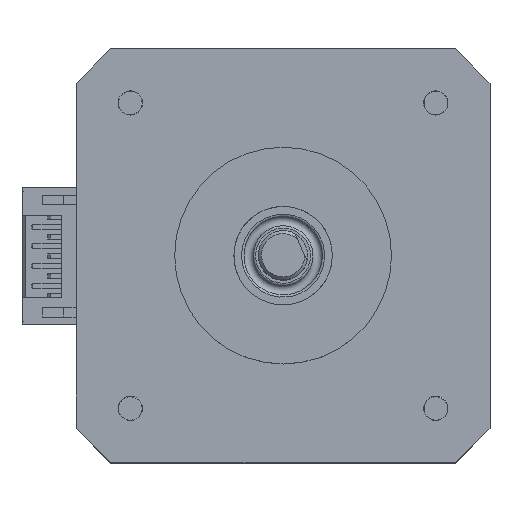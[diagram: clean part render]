
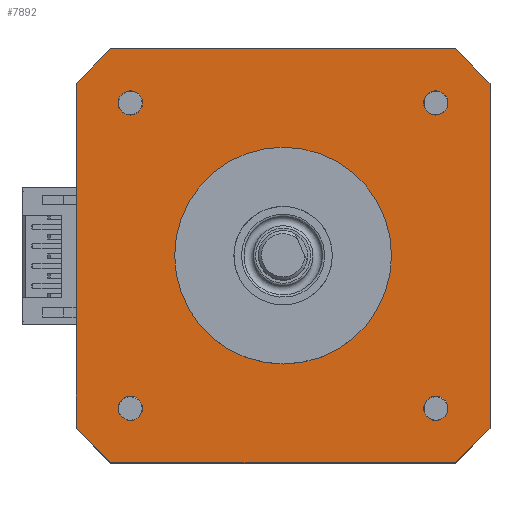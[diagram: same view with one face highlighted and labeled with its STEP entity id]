
A CAD part, top view. The second image highlights one B-rep face of the part: STEP entity #7892.
In plain terms, the highlighted planar face has unit normal (0, 0, 1).
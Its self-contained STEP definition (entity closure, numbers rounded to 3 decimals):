
#233=CIRCLE('',#8315,1.23);
#234=CIRCLE('',#8316,1.23);
#235=CIRCLE('',#8317,1.23);
#236=CIRCLE('',#8318,1.23);
#237=CIRCLE('',#8319,11.);
#554=ORIENTED_EDGE('',*,*,#2060,.F.);
#555=ORIENTED_EDGE('',*,*,#2061,.F.);
#556=ORIENTED_EDGE('',*,*,#2062,.F.);
#557=ORIENTED_EDGE('',*,*,#2063,.F.);
#558=ORIENTED_EDGE('',*,*,#2064,.T.);
#559=ORIENTED_EDGE('',*,*,#2038,.T.);
#560=ORIENTED_EDGE('',*,*,#2042,.T.);
#561=ORIENTED_EDGE('',*,*,#2045,.T.);
#562=ORIENTED_EDGE('',*,*,#2048,.T.);
#563=ORIENTED_EDGE('',*,*,#2051,.T.);
#564=ORIENTED_EDGE('',*,*,#2054,.T.);
#565=ORIENTED_EDGE('',*,*,#2057,.T.);
#566=ORIENTED_EDGE('',*,*,#2059,.T.);
#2038=EDGE_CURVE('',#2824,#2823,#3343,.T.);
#2042=EDGE_CURVE('',#2823,#2826,#3347,.T.);
#2045=EDGE_CURVE('',#2826,#2828,#3350,.T.);
#2048=EDGE_CURVE('',#2828,#2830,#3353,.T.);
#2051=EDGE_CURVE('',#2830,#2832,#3356,.T.);
#2054=EDGE_CURVE('',#2832,#2834,#3359,.T.);
#2057=EDGE_CURVE('',#2834,#2836,#3362,.T.);
#2059=EDGE_CURVE('',#2836,#2824,#3364,.T.);
#2060=EDGE_CURVE('',#2837,#2837,#233,.T.);
#2061=EDGE_CURVE('',#2838,#2838,#234,.T.);
#2062=EDGE_CURVE('',#2839,#2839,#235,.T.);
#2063=EDGE_CURVE('',#2840,#2840,#236,.T.);
#2064=EDGE_CURVE('',#2841,#2841,#237,.T.);
#2823=VERTEX_POINT('',#10515);
#2824=VERTEX_POINT('',#10517);
#2826=VERTEX_POINT('',#10523);
#2828=VERTEX_POINT('',#10529);
#2830=VERTEX_POINT('',#10535);
#2832=VERTEX_POINT('',#10541);
#2834=VERTEX_POINT('',#10547);
#2836=VERTEX_POINT('',#10553);
#2837=VERTEX_POINT('',#10560);
#2838=VERTEX_POINT('',#10562);
#2839=VERTEX_POINT('',#10564);
#2840=VERTEX_POINT('',#10566);
#2841=VERTEX_POINT('',#10568);
#3343=LINE('',#10516,#3997);
#3347=LINE('',#10524,#4001);
#3350=LINE('',#10530,#4004);
#3353=LINE('',#10536,#4007);
#3356=LINE('',#10542,#4010);
#3359=LINE('',#10548,#4013);
#3362=LINE('',#10554,#4016);
#3364=LINE('',#10557,#4018);
#3997=VECTOR('',#8941,1000.);
#4001=VECTOR('',#8947,1000.);
#4004=VECTOR('',#8952,1000.);
#4007=VECTOR('',#8957,1000.);
#4010=VECTOR('',#8962,1000.);
#4013=VECTOR('',#8967,1000.);
#4016=VECTOR('',#8972,1000.);
#4018=VECTOR('',#8976,1000.);
#4677=EDGE_LOOP('',(#554));
#4678=EDGE_LOOP('',(#555));
#4679=EDGE_LOOP('',(#556));
#4680=EDGE_LOOP('',(#557));
#4681=EDGE_LOOP('',(#558));
#4682=EDGE_LOOP('',(#559,#560,#561,#562,#563,#564,#565,#566));
#5112=FACE_BOUND('',#4677,.T.);
#5113=FACE_BOUND('',#4678,.T.);
#5114=FACE_BOUND('',#4679,.T.);
#5115=FACE_BOUND('',#4680,.T.);
#5116=FACE_BOUND('',#4681,.T.);
#5117=FACE_BOUND('',#4682,.T.);
#5487=PLANE('',#8314);
#7892=ADVANCED_FACE('',(#5112,#5113,#5114,#5115,#5116,#5117),#5487,.T.);
#8314=AXIS2_PLACEMENT_3D('',#10558,#8977,#8978);
#8315=AXIS2_PLACEMENT_3D('',#10559,#8979,#8980);
#8316=AXIS2_PLACEMENT_3D('',#10561,#8981,#8982);
#8317=AXIS2_PLACEMENT_3D('',#10563,#8983,#8984);
#8318=AXIS2_PLACEMENT_3D('',#10565,#8985,#8986);
#8319=AXIS2_PLACEMENT_3D('',#10567,#8987,#8988);
#8941=DIRECTION('',(-0.707,0.707,0.));
#8947=DIRECTION('',(-1.,0.,0.));
#8952=DIRECTION('',(-0.707,-0.707,0.));
#8957=DIRECTION('',(0.,-1.,0.));
#8962=DIRECTION('',(0.707,-0.707,0.));
#8967=DIRECTION('',(1.,0.,0.));
#8972=DIRECTION('',(0.707,0.707,0.));
#8976=DIRECTION('',(0.,1.,0.));
#8977=DIRECTION('',(0.,0.,1.));
#8978=DIRECTION('',(1.,0.,0.));
#8979=DIRECTION('',(0.,0.,1.));
#8980=DIRECTION('',(1.,0.,0.));
#8981=DIRECTION('',(0.,0.,1.));
#8982=DIRECTION('',(1.,0.,0.));
#8983=DIRECTION('',(0.,0.,1.));
#8984=DIRECTION('',(1.,0.,0.));
#8985=DIRECTION('',(0.,0.,1.));
#8986=DIRECTION('',(1.,0.,0.));
#8987=DIRECTION('',(0.,0.,-1.));
#8988=DIRECTION('',(1.,0.,0.));
#10515=CARTESIAN_POINT('',(17.5,21.,7.6));
#10516=CARTESIAN_POINT('',(17.5,21.,7.6));
#10517=CARTESIAN_POINT('',(21.,17.5,7.6));
#10523=CARTESIAN_POINT('',(-17.5,21.,7.6));
#10524=CARTESIAN_POINT('',(17.5,21.,7.6));
#10529=CARTESIAN_POINT('',(-21.,17.5,7.6));
#10530=CARTESIAN_POINT('',(-21.,17.5,7.6));
#10535=CARTESIAN_POINT('',(-21.,-17.5,7.6));
#10536=CARTESIAN_POINT('',(-21.,17.5,7.6));
#10541=CARTESIAN_POINT('',(-17.5,-21.,7.6));
#10542=CARTESIAN_POINT('',(-21.,-17.5,7.6));
#10547=CARTESIAN_POINT('',(17.5,-21.,7.6));
#10548=CARTESIAN_POINT('',(-17.5,-21.,7.6));
#10553=CARTESIAN_POINT('',(21.,-17.5,7.6));
#10554=CARTESIAN_POINT('',(17.5,-21.,7.6));
#10557=CARTESIAN_POINT('',(21.,-17.5,7.6));
#10558=CARTESIAN_POINT('',(0.,0.,7.6));
#10559=CARTESIAN_POINT('',(-15.5,-15.5,7.6));
#10560=CARTESIAN_POINT('',(-14.271,-15.5,7.6));
#10561=CARTESIAN_POINT('',(15.5,-15.5,7.6));
#10562=CARTESIAN_POINT('',(16.73,-15.5,7.6));
#10563=CARTESIAN_POINT('',(15.5,15.5,7.6));
#10564=CARTESIAN_POINT('',(16.73,15.5,7.6));
#10565=CARTESIAN_POINT('',(-15.5,15.5,7.6));
#10566=CARTESIAN_POINT('',(-14.271,15.5,7.6));
#10567=CARTESIAN_POINT('',(0.,0.,7.6));
#10568=CARTESIAN_POINT('',(11.,0.,7.6));
